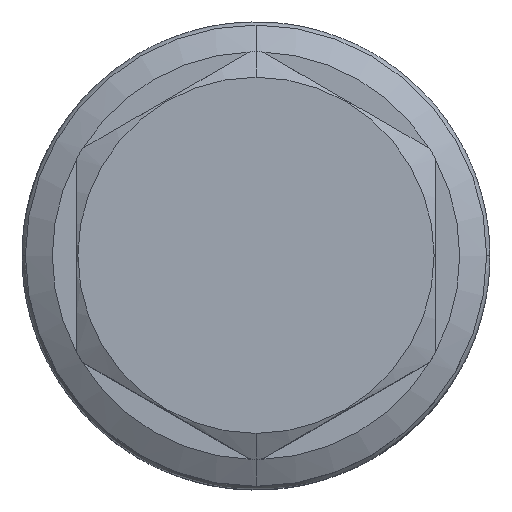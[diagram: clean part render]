
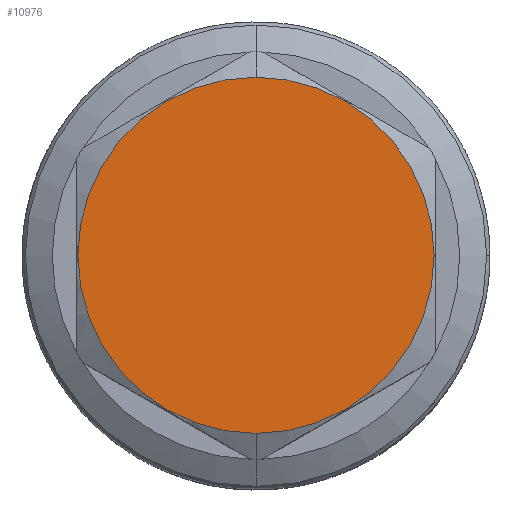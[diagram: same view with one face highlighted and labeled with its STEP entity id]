
A CAD part, top view. The second image highlights one B-rep face of the part: STEP entity #10976.
In plain terms, the highlighted planar face has unit normal (0, 0, 1).
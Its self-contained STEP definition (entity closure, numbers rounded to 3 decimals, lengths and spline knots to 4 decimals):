
#373=CARTESIAN_POINT('',(0.,0.,5.657));
#374=DIRECTION('',(0.,0.,1.));
#375=DIRECTION('',(0.,-1.,0.));
#376=AXIS2_PLACEMENT_3D('',#373,#374,#375);
#378=CARTESIAN_POINT('',(0.,0.,5.657));
#379=DIRECTION('',(0.,0.,1.));
#380=DIRECTION('',(0.,1.,0.));
#381=AXIS2_PLACEMENT_3D('',#378,#379,#380);
#10404=CARTESIAN_POINT('',(0.,-0.807,5.657));
#10405=CARTESIAN_POINT('',(0.,0.807,5.657));
#10406=VERTEX_POINT('',#10404);
#10407=VERTEX_POINT('',#10405);
#10967=CARTESIAN_POINT('',(0.,0.,5.657));
#10968=DIRECTION('',(0.,0.,1.));
#10969=DIRECTION('',(0.,1.,0.));
#10970=AXIS2_PLACEMENT_3D('',#10967,#10968,#10969);
#10971=PLANE('',#10970);
#10972=ORIENTED_EDGE('',*,*,#10855,.F.);
#10973=ORIENTED_EDGE('',*,*,#10883,.F.);
#10974=EDGE_LOOP('',(#10972,#10973));
#10975=FACE_OUTER_BOUND('',#10974,.F.);
#10976=ADVANCED_FACE('',(#10975),#10971,.T.);
#377=CIRCLE('',#376,0.807);
#382=CIRCLE('',#381,0.807);
#10855=EDGE_CURVE('',#10406,#10407,#377,.T.);
#10883=EDGE_CURVE('',#10407,#10406,#382,.T.);
